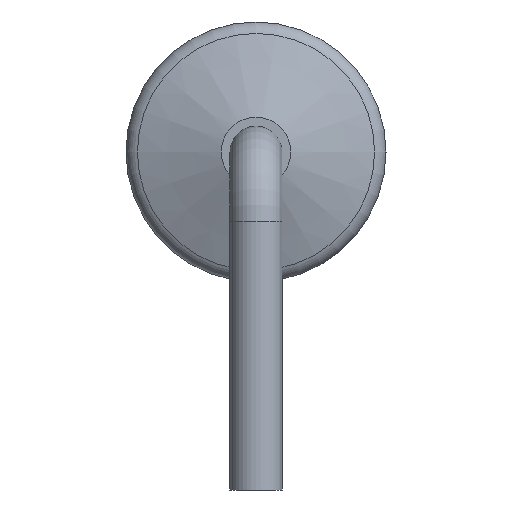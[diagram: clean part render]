
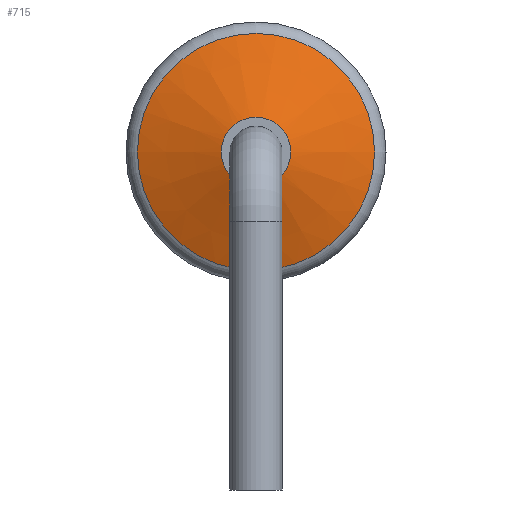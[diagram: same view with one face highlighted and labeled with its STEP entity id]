
A CAD part, left-side view. The second image highlights one B-rep face of the part: STEP entity #715.
In plain terms, the highlighted conical face has half-angle 70 degrees and reference radius 0.4 mm.
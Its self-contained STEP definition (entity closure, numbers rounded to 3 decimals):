
#14=CONICAL_SURFACE('',#828,0.4,1.222);
#62=LINE('',#1269,#91);
#91=VECTOR('',#1034,0.4);
#164=FACE_OUTER_BOUND('',#227,.T.);
#227=EDGE_LOOP('',(#578,#579,#580,#581,#582,#583));
#294=CIRCLE('',#824,1.368);
#295=CIRCLE('',#825,1.368);
#298=CIRCLE('',#829,0.4);
#299=CIRCLE('',#830,0.4);
#356=VERTEX_POINT('',#1260);
#357=VERTEX_POINT('',#1261);
#359=VERTEX_POINT('',#1268);
#360=VERTEX_POINT('',#1270);
#433=EDGE_CURVE('',#356,#357,#294,.T.);
#434=EDGE_CURVE('',#357,#356,#295,.T.);
#437=EDGE_CURVE('',#356,#359,#62,.T.);
#438=EDGE_CURVE('',#360,#359,#298,.T.);
#439=EDGE_CURVE('',#359,#360,#299,.T.);
#578=ORIENTED_EDGE('',*,*,#433,.T.);
#579=ORIENTED_EDGE('',*,*,#434,.T.);
#580=ORIENTED_EDGE('',*,*,#437,.T.);
#581=ORIENTED_EDGE('',*,*,#438,.F.);
#582=ORIENTED_EDGE('',*,*,#439,.F.);
#583=ORIENTED_EDGE('',*,*,#437,.F.);
#715=ADVANCED_FACE('',(#164),#14,.T.);
#824=AXIS2_PLACEMENT_3D('',#1262,#1024,#1025);
#825=AXIS2_PLACEMENT_3D('',#1263,#1026,#1027);
#828=AXIS2_PLACEMENT_3D('',#1267,#1032,#1033);
#829=AXIS2_PLACEMENT_3D('',#1271,#1035,#1036);
#830=AXIS2_PLACEMENT_3D('',#1272,#1037,#1038);
#1024=DIRECTION('center_axis',(-1.,0.,0.));
#1025=DIRECTION('ref_axis',(0.,-1.,0.));
#1026=DIRECTION('center_axis',(-1.,0.,0.));
#1027=DIRECTION('ref_axis',(0.,-1.,0.));
#1032=DIRECTION('center_axis',(1.,0.,0.));
#1033=DIRECTION('ref_axis',(0.,1.,0.));
#1034=DIRECTION('',(-0.342,0.94,0.));
#1035=DIRECTION('center_axis',(-1.,0.,0.));
#1036=DIRECTION('ref_axis',(0.,-1.,0.));
#1037=DIRECTION('center_axis',(-1.,0.,0.));
#1038=DIRECTION('ref_axis',(0.,-1.,0.));
#1260=CARTESIAN_POINT('',(-2.848,-1.368,1.5));
#1261=CARTESIAN_POINT('',(-2.848,1.368,1.5));
#1262=CARTESIAN_POINT('Origin',(-2.848,0.,
1.5));
#1263=CARTESIAN_POINT('Origin',(-2.848,0.,
1.5));
#1267=CARTESIAN_POINT('Origin',(-3.2,0.,1.5));
#1268=CARTESIAN_POINT('',(-3.2,-0.4,1.5));
#1269=CARTESIAN_POINT('',(-3.2,-0.4,1.5));
#1270=CARTESIAN_POINT('',(-3.2,0.4,1.5));
#1271=CARTESIAN_POINT('Origin',(-3.2,0.,1.5));
#1272=CARTESIAN_POINT('Origin',(-3.2,0.,1.5));
